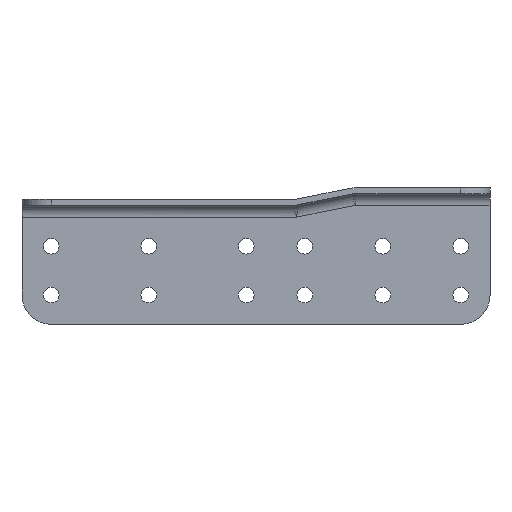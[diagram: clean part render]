
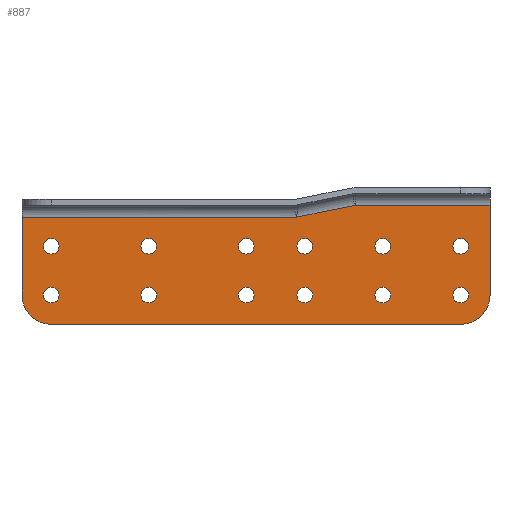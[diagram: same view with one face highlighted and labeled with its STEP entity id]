
A CAD part, top view. The second image highlights one B-rep face of the part: STEP entity #887.
In plain terms, the highlighted planar face has unit normal (0, 0, 1).
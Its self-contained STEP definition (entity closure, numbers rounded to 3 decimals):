
#25=FACE_BOUND('',#141,.T.);
#26=FACE_BOUND('',#142,.T.);
#27=FACE_BOUND('',#143,.T.);
#28=FACE_BOUND('',#144,.T.);
#29=FACE_BOUND('',#145,.T.);
#30=FACE_BOUND('',#146,.T.);
#31=FACE_BOUND('',#147,.T.);
#32=FACE_BOUND('',#148,.T.);
#33=FACE_BOUND('',#149,.T.);
#34=FACE_BOUND('',#150,.T.);
#35=FACE_BOUND('',#151,.T.);
#36=FACE_BOUND('',#152,.T.);
#60=PLANE('',#996);
#91=FACE_OUTER_BOUND('',#140,.T.);
#140=EDGE_LOOP('',(#683,#684,#685,#686,#687,#688,#689,#690,#691));
#141=EDGE_LOOP('',(#692));
#142=EDGE_LOOP('',(#693));
#143=EDGE_LOOP('',(#694));
#144=EDGE_LOOP('',(#695));
#145=EDGE_LOOP('',(#696));
#146=EDGE_LOOP('',(#697));
#147=EDGE_LOOP('',(#698));
#148=EDGE_LOOP('',(#699));
#149=EDGE_LOOP('',(#700));
#150=EDGE_LOOP('',(#701));
#151=EDGE_LOOP('',(#702));
#152=EDGE_LOOP('',(#703));
#228=LINE('',#1467,#289);
#231=LINE('',#1473,#292);
#232=LINE('',#1475,#293);
#233=LINE('',#1479,#294);
#234=LINE('',#1481,#295);
#235=LINE('',#1483,#296);
#289=VECTOR('',#1200,10.);
#292=VECTOR('',#1205,10.);
#293=VECTOR('',#1206,10.);
#294=VECTOR('',#1209,10.);
#295=VECTOR('',#1210,10.);
#296=VECTOR('',#1211,10.);
#319=CIRCLE('',#933,2.);
#321=CIRCLE('',#936,2.);
#323=CIRCLE('',#939,2.);
#325=CIRCLE('',#942,2.);
#327=CIRCLE('',#945,2.);
#329=CIRCLE('',#948,2.);
#341=CIRCLE('',#966,2.);
#343=CIRCLE('',#969,2.);
#345=CIRCLE('',#972,2.);
#347=CIRCLE('',#975,2.);
#349=CIRCLE('',#978,2.);
#351=CIRCLE('',#981,2.);
#359=CIRCLE('',#993,7.5);
#361=CIRCLE('',#997,1.5);
#362=CIRCLE('',#998,7.5);
#379=VERTEX_POINT('',#1318);
#381=VERTEX_POINT('',#1324);
#383=VERTEX_POINT('',#1330);
#385=VERTEX_POINT('',#1336);
#387=VERTEX_POINT('',#1342);
#389=VERTEX_POINT('',#1348);
#401=VERTEX_POINT('',#1384);
#403=VERTEX_POINT('',#1390);
#405=VERTEX_POINT('',#1396);
#407=VERTEX_POINT('',#1402);
#409=VERTEX_POINT('',#1408);
#411=VERTEX_POINT('',#1414);
#429=VERTEX_POINT('',#1457);
#430=VERTEX_POINT('',#1458);
#433=VERTEX_POINT('',#1466);
#435=VERTEX_POINT('',#1472);
#436=VERTEX_POINT('',#1474);
#437=VERTEX_POINT('',#1476);
#438=VERTEX_POINT('',#1478);
#439=VERTEX_POINT('',#1480);
#440=VERTEX_POINT('',#1482);
#459=EDGE_CURVE('',#379,#379,#319,.T.);
#462=EDGE_CURVE('',#381,#381,#321,.T.);
#465=EDGE_CURVE('',#383,#383,#323,.T.);
#468=EDGE_CURVE('',#385,#385,#325,.T.);
#471=EDGE_CURVE('',#387,#387,#327,.T.);
#474=EDGE_CURVE('',#389,#389,#329,.T.);
#492=EDGE_CURVE('',#401,#401,#341,.T.);
#495=EDGE_CURVE('',#403,#403,#343,.T.);
#498=EDGE_CURVE('',#405,#405,#345,.T.);
#501=EDGE_CURVE('',#407,#407,#347,.T.);
#504=EDGE_CURVE('',#409,#409,#349,.T.);
#507=EDGE_CURVE('',#411,#411,#351,.T.);
#528=EDGE_CURVE('',#429,#430,#359,.T.);
#532=EDGE_CURVE('',#430,#433,#228,.T.);
#535=EDGE_CURVE('',#435,#429,#231,.T.);
#536=EDGE_CURVE('',#436,#435,#232,.T.);
#537=EDGE_CURVE('',#437,#436,#361,.T.);
#538=EDGE_CURVE('',#438,#437,#233,.T.);
#539=EDGE_CURVE('',#439,#438,#234,.T.);
#540=EDGE_CURVE('',#440,#439,#235,.T.);
#541=EDGE_CURVE('',#433,#440,#362,.T.);
#683=ORIENTED_EDGE('',*,*,#528,.F.);
#684=ORIENTED_EDGE('',*,*,#535,.F.);
#685=ORIENTED_EDGE('',*,*,#536,.F.);
#686=ORIENTED_EDGE('',*,*,#537,.F.);
#687=ORIENTED_EDGE('',*,*,#538,.F.);
#688=ORIENTED_EDGE('',*,*,#539,.F.);
#689=ORIENTED_EDGE('',*,*,#540,.F.);
#690=ORIENTED_EDGE('',*,*,#541,.F.);
#691=ORIENTED_EDGE('',*,*,#532,.F.);
#692=ORIENTED_EDGE('',*,*,#459,.T.);
#693=ORIENTED_EDGE('',*,*,#462,.T.);
#694=ORIENTED_EDGE('',*,*,#465,.T.);
#695=ORIENTED_EDGE('',*,*,#468,.T.);
#696=ORIENTED_EDGE('',*,*,#471,.T.);
#697=ORIENTED_EDGE('',*,*,#474,.T.);
#698=ORIENTED_EDGE('',*,*,#492,.T.);
#699=ORIENTED_EDGE('',*,*,#495,.T.);
#700=ORIENTED_EDGE('',*,*,#498,.T.);
#701=ORIENTED_EDGE('',*,*,#501,.T.);
#702=ORIENTED_EDGE('',*,*,#504,.T.);
#703=ORIENTED_EDGE('',*,*,#507,.T.);
#887=ADVANCED_FACE('',(#91,#25,#26,#27,#28,#29,#30,#31,#32,#33,#34,#35,
#36),#60,.T.);
#933=AXIS2_PLACEMENT_3D('',#1319,#1043,#1044);
#936=AXIS2_PLACEMENT_3D('',#1325,#1050,#1051);
#939=AXIS2_PLACEMENT_3D('',#1331,#1057,#1058);
#942=AXIS2_PLACEMENT_3D('',#1337,#1064,#1065);
#945=AXIS2_PLACEMENT_3D('',#1343,#1071,#1072);
#948=AXIS2_PLACEMENT_3D('',#1349,#1078,#1079);
#966=AXIS2_PLACEMENT_3D('',#1385,#1120,#1121);
#969=AXIS2_PLACEMENT_3D('',#1391,#1127,#1128);
#972=AXIS2_PLACEMENT_3D('',#1397,#1134,#1135);
#975=AXIS2_PLACEMENT_3D('',#1403,#1141,#1142);
#978=AXIS2_PLACEMENT_3D('',#1409,#1148,#1149);
#981=AXIS2_PLACEMENT_3D('',#1415,#1155,#1156);
#993=AXIS2_PLACEMENT_3D('',#1459,#1192,#1193);
#996=AXIS2_PLACEMENT_3D('',#1471,#1203,#1204);
#997=AXIS2_PLACEMENT_3D('',#1477,#1207,#1208);
#998=AXIS2_PLACEMENT_3D('',#1484,#1212,#1213);
#1043=DIRECTION('center_axis',(0.,0.,-1.));
#1044=DIRECTION('ref_axis',(1.,0.,0.));
#1050=DIRECTION('center_axis',(0.,0.,-1.));
#1051=DIRECTION('ref_axis',(1.,0.,0.));
#1057=DIRECTION('center_axis',(0.,0.,-1.));
#1058=DIRECTION('ref_axis',(1.,0.,0.));
#1064=DIRECTION('center_axis',(0.,0.,-1.));
#1065=DIRECTION('ref_axis',(1.,0.,0.));
#1071=DIRECTION('center_axis',(0.,0.,-1.));
#1072=DIRECTION('ref_axis',(1.,0.,0.));
#1078=DIRECTION('center_axis',(0.,0.,-1.));
#1079=DIRECTION('ref_axis',(1.,0.,0.));
#1120=DIRECTION('center_axis',(0.,0.,-1.));
#1121=DIRECTION('ref_axis',(1.,0.,0.));
#1127=DIRECTION('center_axis',(0.,0.,-1.));
#1128=DIRECTION('ref_axis',(1.,0.,0.));
#1134=DIRECTION('center_axis',(0.,0.,-1.));
#1135=DIRECTION('ref_axis',(1.,0.,0.));
#1141=DIRECTION('center_axis',(0.,0.,-1.));
#1142=DIRECTION('ref_axis',(1.,0.,0.));
#1148=DIRECTION('center_axis',(0.,0.,-1.));
#1149=DIRECTION('ref_axis',(1.,0.,0.));
#1155=DIRECTION('center_axis',(0.,0.,-1.));
#1156=DIRECTION('ref_axis',(1.,0.,0.));
#1192=DIRECTION('center_axis',(0.,0.,-1.));
#1193=DIRECTION('ref_axis',(0.707,-0.707,0.));
#1200=DIRECTION('',(-1.,0.,0.));
#1203=DIRECTION('center_axis',(0.,0.,1.));
#1204=DIRECTION('ref_axis',(1.,0.,0.));
#1205=DIRECTION('',(0.,-1.,0.));
#1206=DIRECTION('',(1.,0.,0.));
#1207=DIRECTION('center_axis',(0.,0.,-1.));
#1208=DIRECTION('ref_axis',(-0.099,0.995,0.));
#1209=DIRECTION('',(0.981,0.196,0.));
#1210=DIRECTION('',(1.,0.,0.));
#1211=DIRECTION('',(0.,1.,0.));
#1212=DIRECTION('center_axis',(0.,0.,-1.));
#1213=DIRECTION('ref_axis',(-0.707,-0.707,0.));
#1318=CARTESIAN_POINT('',(90.5,20.,1.5));
#1319=CARTESIAN_POINT('Origin',(92.5,20.,1.5));
#1324=CARTESIAN_POINT('',(55.5,20.,1.5));
#1325=CARTESIAN_POINT('Origin',(57.5,20.,1.5));
#1330=CARTESIAN_POINT('',(5.5,20.,1.5));
#1331=CARTESIAN_POINT('Origin',(7.5,20.,1.5));
#1336=CARTESIAN_POINT('',(30.5,20.,1.5));
#1337=CARTESIAN_POINT('Origin',(32.5,20.,1.5));
#1342=CARTESIAN_POINT('',(70.5,20.,1.5));
#1343=CARTESIAN_POINT('Origin',(72.5,20.,1.5));
#1348=CARTESIAN_POINT('',(110.5,20.,1.5));
#1349=CARTESIAN_POINT('Origin',(112.5,20.,1.5));
#1384=CARTESIAN_POINT('',(90.5,7.5,1.5));
#1385=CARTESIAN_POINT('Origin',(92.5,7.5,1.5));
#1390=CARTESIAN_POINT('',(55.5,7.5,1.5));
#1391=CARTESIAN_POINT('Origin',(57.5,7.5,1.5));
#1396=CARTESIAN_POINT('',(5.5,7.5,1.5));
#1397=CARTESIAN_POINT('Origin',(7.5,7.5,1.5));
#1402=CARTESIAN_POINT('',(30.5,7.5,1.5));
#1403=CARTESIAN_POINT('Origin',(32.5,7.5,1.5));
#1408=CARTESIAN_POINT('',(70.5,7.5,1.5));
#1409=CARTESIAN_POINT('Origin',(72.5,7.5,1.5));
#1414=CARTESIAN_POINT('',(110.5,7.5,1.5));
#1415=CARTESIAN_POINT('Origin',(112.5,7.5,1.5));
#1457=CARTESIAN_POINT('',(120.,7.5,1.5));
#1458=CARTESIAN_POINT('',(112.5,0.,1.5));
#1459=CARTESIAN_POINT('Origin',(112.5,7.5,1.5));
#1466=CARTESIAN_POINT('',(7.5,0.,1.5));
#1467=CARTESIAN_POINT('',(30.,0.,1.5));
#1471=CARTESIAN_POINT('Origin',(60.,17.5,1.5));
#1472=CARTESIAN_POINT('',(120.,30.5,1.5));
#1473=CARTESIAN_POINT('',(120.,8.75,1.5));
#1474=CARTESIAN_POINT('',(85.594,30.5,1.5));
#1475=CARTESIAN_POINT('',(90.,30.5,1.5));
#1476=CARTESIAN_POINT('',(85.3,30.471,1.5));
#1477=CARTESIAN_POINT('Origin',(85.594,29.,1.5));
#1478=CARTESIAN_POINT('',(70.446,27.5,1.5));
#1479=CARTESIAN_POINT('',(72.181,27.847,1.5));
#1480=CARTESIAN_POINT('',(0.,27.5,1.5));
#1481=CARTESIAN_POINT('',(65.,27.5,1.5));
#1482=CARTESIAN_POINT('',(0.,7.5,1.5));
#1483=CARTESIAN_POINT('',(0.,24.75,1.5));
#1484=CARTESIAN_POINT('Origin',(7.5,7.5,1.5));
